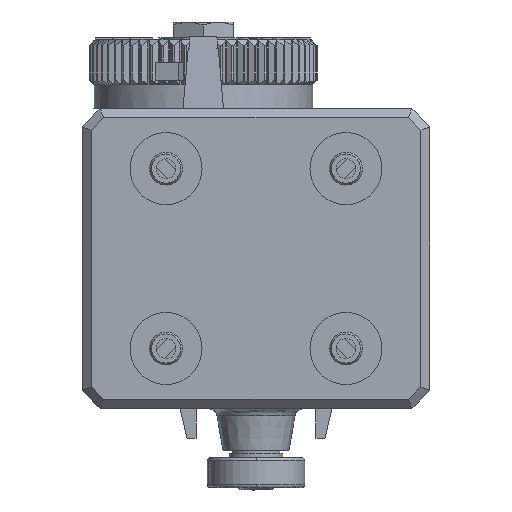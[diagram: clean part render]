
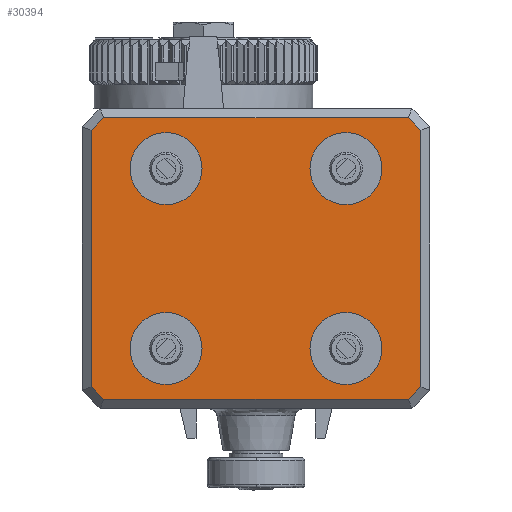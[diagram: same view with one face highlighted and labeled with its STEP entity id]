
A CAD part, front view. The second image highlights one B-rep face of the part: STEP entity #30394.
In plain terms, the highlighted planar face has unit normal (0, -1, 0).
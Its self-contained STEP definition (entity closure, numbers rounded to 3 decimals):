
#306 = VERTEX_POINT ( 'NONE', #81646 ) ;
#433 = FACE_BOUND ( 'NONE', #79411, .T. ) ;
#865 = EDGE_CURVE ( 'NONE', #97039, #40468, #42307, .T. ) ;
#2718 = CARTESIAN_POINT ( 'NONE',  ( -15., -46.7, 15. ) ) ;
#2855 = LINE ( 'NONE', #41256, #24571 ) ;
#4223 = AXIS2_PLACEMENT_3D ( 'NONE', #2718, #95276, #80094 ) ;
#4261 = AXIS2_PLACEMENT_3D ( 'NONE', #96025, #18095, #87921 ) ;
#4503 = CARTESIAN_POINT ( 'NONE',  ( -15., -46.7, 9. ) ) ;
#4583 = ORIENTED_EDGE ( 'NONE', *, *, #89204, .T. ) ;
#5005 = AXIS2_PLACEMENT_3D ( 'NONE', #20986, #97918, #21476 ) ;
#5262 = ORIENTED_EDGE ( 'NONE', *, *, #68999, .T. ) ;
#5458 = CARTESIAN_POINT ( 'NONE',  ( -15., -46.7, -9. ) ) ;
#5470 = AXIS2_PLACEMENT_3D ( 'NONE', #30626, #39684, #70545 ) ;
#5634 = CARTESIAN_POINT ( 'NONE',  ( -15., -46.7, -15. ) ) ;
#7516 = PLANE ( 'NONE',  #23404 ) ;
#7670 = CARTESIAN_POINT ( 'NONE',  ( 29., -46.7, 23.5 ) ) ;
#7991 = VECTOR ( 'NONE', #60889, 1000. ) ;
#8204 = EDGE_CURVE ( 'NONE', #21940, #56776, #26525, .T. ) ;
#9435 = CARTESIAN_POINT ( 'NONE',  ( 27.5, -46.7, 21.379 ) ) ;
#11328 = VERTEX_POINT ( 'NONE', #44251 ) ;
#11547 = DIRECTION ( 'NONE',  ( 0., 0., 1. ) ) ;
#11783 = EDGE_CURVE ( 'NONE', #40468, #85233, #93146, .T. ) ;
#13451 = EDGE_CURVE ( 'NONE', #85233, #306, #41776, .T. ) ;
#13617 = CARTESIAN_POINT ( 'NONE',  ( -15., -46.7, -15. ) ) ;
#14356 = VERTEX_POINT ( 'NONE', #4503 ) ;
#15008 = DIRECTION ( 'NONE',  ( 0., 0., 1. ) ) ;
#15888 = CARTESIAN_POINT ( 'NONE',  ( -27.5, -46.7, -21.379 ) ) ;
#16179 = EDGE_LOOP ( 'NONE', ( #96121, #68354 ) ) ;
#16740 = CARTESIAN_POINT ( 'NONE',  ( 25.379, -46.7, -23.5 ) ) ;
#18095 = DIRECTION ( 'NONE',  ( 0., 1., 0. ) ) ;
#18510 = ORIENTED_EDGE ( 'NONE', *, *, #8204, .T. ) ;
#20772 = AXIS2_PLACEMENT_3D ( 'NONE', #60937, #99414, #11547 ) ;
#20986 = CARTESIAN_POINT ( 'NONE',  ( 15., -46.7, 15. ) ) ;
#21301 = VERTEX_POINT ( 'NONE', #84556 ) ;
#21476 = DIRECTION ( 'NONE',  ( 0., 0., 1. ) ) ;
#21940 = VERTEX_POINT ( 'NONE', #5458 ) ;
#22325 = DIRECTION ( 'NONE',  ( 0., 0., 1. ) ) ;
#22686 = VERTEX_POINT ( 'NONE', #70700 ) ;
#23037 = EDGE_CURVE ( 'NONE', #56624, #11328, #40473, .T. ) ;
#23404 = AXIS2_PLACEMENT_3D ( 'NONE', #92488, #39809, #70178 ) ;
#24571 = VECTOR ( 'NONE', #33654, 1000. ) ;
#25267 = EDGE_CURVE ( 'NONE', #21301, #97039, #61433, .T. ) ;
#25447 = EDGE_LOOP ( 'NONE', ( #70907, #72436, #76064, #5262, #4583, #83195, #31981, #63484 ) ) ;
#25912 = CARTESIAN_POINT ( 'NONE',  ( -27.5, -46.7, -21.379 ) ) ;
#26525 = CIRCLE ( 'NONE', #96019, 6. ) ;
#27633 = CARTESIAN_POINT ( 'NONE',  ( 15., -46.7, -9. ) ) ;
#28868 = DIRECTION ( 'NONE',  ( 0., 0., 1. ) ) ;
#29169 = ORIENTED_EDGE ( 'NONE', *, *, #48862, .T. ) ;
#29532 = LINE ( 'NONE', #60406, #7991 ) ;
#30394 = ADVANCED_FACE ( 'NONE', ( #83413, #433, #62096, #85868, #37845 ), #7516, .T. ) ;
#30626 = CARTESIAN_POINT ( 'NONE',  ( 15., -46.7, 15. ) ) ;
#31981 = ORIENTED_EDGE ( 'NONE', *, *, #25267, .T. ) ;
#33654 = DIRECTION ( 'NONE',  ( 0., 0., -1. ) ) ;
#37667 = AXIS2_PLACEMENT_3D ( 'NONE', #13617, #92008, #44942 ) ;
#37845 = FACE_OUTER_BOUND ( 'NONE', #25447, .T. ) ;
#38790 = EDGE_CURVE ( 'NONE', #43504, #21301, #79074, .T. ) ;
#39684 = DIRECTION ( 'NONE',  ( 0., 1., 0. ) ) ;
#39809 = DIRECTION ( 'NONE',  ( 0., -1., 0. ) ) ;
#40468 = VERTEX_POINT ( 'NONE', #67137 ) ;
#40473 = CIRCLE ( 'NONE', #5005, 6. ) ;
#40767 = DIRECTION ( 'NONE',  ( -0.707, 0., 0.707 ) ) ;
#41256 = CARTESIAN_POINT ( 'NONE',  ( -27.5, -46.7, -25. ) ) ;
#41776 = LINE ( 'NONE', #9435, #65591 ) ;
#41912 = EDGE_CURVE ( 'NONE', #53106, #60982, #78901, .T. ) ;
#42307 = LINE ( 'NONE', #73182, #59250 ) ;
#42942 = VECTOR ( 'NONE', #48152, 1000. ) ;
#43311 = DIRECTION ( 'NONE',  ( 0.707, 0., 0.707 ) ) ;
#43504 = VERTEX_POINT ( 'NONE', #15888 ) ;
#43894 = VECTOR ( 'NONE', #70988, 1000. ) ;
#44251 = CARTESIAN_POINT ( 'NONE',  ( 15., -46.7, 9. ) ) ;
#44942 = DIRECTION ( 'NONE',  ( 0., 0., 1. ) ) ;
#45356 = CARTESIAN_POINT ( 'NONE',  ( 15., -46.7, -15. ) ) ;
#48133 = CARTESIAN_POINT ( 'NONE',  ( 15., -46.7, -21. ) ) ;
#48152 = DIRECTION ( 'NONE',  ( 0.707, 0., -0.707 ) ) ;
#48862 = EDGE_CURVE ( 'NONE', #56776, #21940, #73222, .T. ) ;
#53106 = VERTEX_POINT ( 'NONE', #27633 ) ;
#53252 = CARTESIAN_POINT ( 'NONE',  ( 15., -46.7, 21. ) ) ;
#53786 = VECTOR ( 'NONE', #84569, 1000. ) ;
#56624 = VERTEX_POINT ( 'NONE', #53252 ) ;
#56776 = VERTEX_POINT ( 'NONE', #58771 ) ;
#58465 = EDGE_CURVE ( 'NONE', #14356, #86343, #63949, .T. ) ;
#58771 = CARTESIAN_POINT ( 'NONE',  ( -15., -46.7, -21. ) ) ;
#59250 = VECTOR ( 'NONE', #43311, 1000. ) ;
#60394 = CIRCLE ( 'NONE', #5470, 6. ) ;
#60406 = CARTESIAN_POINT ( 'NONE',  ( -25.379, -46.7, 23.5 ) ) ;
#60889 = DIRECTION ( 'NONE',  ( -0.707, 0., -0.707 ) ) ;
#60937 = CARTESIAN_POINT ( 'NONE',  ( 15., -46.7, -15. ) ) ;
#60982 = VERTEX_POINT ( 'NONE', #48133 ) ;
#61433 = LINE ( 'NONE', #76619, #43894 ) ;
#62096 = FACE_BOUND ( 'NONE', #16179, .T. ) ;
#63484 = ORIENTED_EDGE ( 'NONE', *, *, #865, .T. ) ;
#63949 = CIRCLE ( 'NONE', #4223, 6. ) ;
#65591 = VECTOR ( 'NONE', #40767, 1000. ) ;
#67137 = CARTESIAN_POINT ( 'NONE',  ( 27.5, -46.7, -21.379 ) ) ;
#68354 = ORIENTED_EDGE ( 'NONE', *, *, #58465, .T. ) ;
#68866 = LINE ( 'NONE', #7670, #53786 ) ;
#68999 = EDGE_CURVE ( 'NONE', #79892, #22686, #29532, .T. ) ;
#69832 = ORIENTED_EDGE ( 'NONE', *, *, #79234, .T. ) ;
#70178 = DIRECTION ( 'NONE',  ( 0., 0., -1. ) ) ;
#70545 = DIRECTION ( 'NONE',  ( 0., 0., 1. ) ) ;
#70700 = CARTESIAN_POINT ( 'NONE',  ( -27.5, -46.7, 21.379 ) ) ;
#70836 = CARTESIAN_POINT ( 'NONE',  ( 27.5, -46.7, -25. ) ) ;
#70907 = ORIENTED_EDGE ( 'NONE', *, *, #11783, .T. ) ;
#70988 = DIRECTION ( 'NONE',  ( 1., 0., 0. ) ) ;
#71103 = EDGE_CURVE ( 'NONE', #60982, #53106, #72606, .T. ) ;
#72436 = ORIENTED_EDGE ( 'NONE', *, *, #13451, .T. ) ;
#72606 = CIRCLE ( 'NONE', #85520, 6. ) ;
#73182 = CARTESIAN_POINT ( 'NONE',  ( 25.379, -46.7, -23.5 ) ) ;
#73222 = CIRCLE ( 'NONE', #37667, 6. ) ;
#75136 = EDGE_CURVE ( 'NONE', #86343, #14356, #84965, .T. ) ;
#76064 = ORIENTED_EDGE ( 'NONE', *, *, #80565, .T. ) ;
#76619 = CARTESIAN_POINT ( 'NONE',  ( 29., -46.7, -23.5 ) ) ;
#78532 = CARTESIAN_POINT ( 'NONE',  ( -15., -46.7, 21. ) ) ;
#78901 = CIRCLE ( 'NONE', #20772, 6. ) ;
#79074 = LINE ( 'NONE', #25912, #42942 ) ;
#79234 = EDGE_CURVE ( 'NONE', #11328, #56624, #60394, .T. ) ;
#79411 = EDGE_LOOP ( 'NONE', ( #79748, #69832 ) ) ;
#79748 = ORIENTED_EDGE ( 'NONE', *, *, #23037, .T. ) ;
#79892 = VERTEX_POINT ( 'NONE', #85879 ) ;
#80094 = DIRECTION ( 'NONE',  ( 0., 0., 1. ) ) ;
#80565 = EDGE_CURVE ( 'NONE', #306, #79892, #68866, .T. ) ;
#81646 = CARTESIAN_POINT ( 'NONE',  ( 25.379, -46.7, 23.5 ) ) ;
#83195 = ORIENTED_EDGE ( 'NONE', *, *, #38790, .T. ) ;
#83413 = FACE_BOUND ( 'NONE', #95506, .T. ) ;
#84556 = CARTESIAN_POINT ( 'NONE',  ( -25.379, -46.7, -23.5 ) ) ;
#84569 = DIRECTION ( 'NONE',  ( -1., 0., 0. ) ) ;
#84965 = CIRCLE ( 'NONE', #4261, 6. ) ;
#85233 = VERTEX_POINT ( 'NONE', #94061 ) ;
#85520 = AXIS2_PLACEMENT_3D ( 'NONE', #45356, #91935, #15008 ) ;
#85868 = FACE_BOUND ( 'NONE', #94604, .T. ) ;
#85879 = CARTESIAN_POINT ( 'NONE',  ( -25.379, -46.7, 23.5 ) ) ;
#86343 = VERTEX_POINT ( 'NONE', #78532 ) ;
#86652 = ORIENTED_EDGE ( 'NONE', *, *, #71103, .T. ) ;
#87921 = DIRECTION ( 'NONE',  ( 0., 0., 1. ) ) ;
#88143 = VECTOR ( 'NONE', #22325, 1000. ) ;
#89204 = EDGE_CURVE ( 'NONE', #22686, #43504, #2855, .T. ) ;
#89913 = ORIENTED_EDGE ( 'NONE', *, *, #41912, .T. ) ;
#91935 = DIRECTION ( 'NONE',  ( 0., 1., 0. ) ) ;
#92008 = DIRECTION ( 'NONE',  ( 0., 1., 0. ) ) ;
#92488 = CARTESIAN_POINT ( 'NONE',  ( 29., -46.7, -25. ) ) ;
#93146 = LINE ( 'NONE', #70836, #88143 ) ;
#94061 = CARTESIAN_POINT ( 'NONE',  ( 27.5, -46.7, 21.379 ) ) ;
#94604 = EDGE_LOOP ( 'NONE', ( #89913, #86652 ) ) ;
#95276 = DIRECTION ( 'NONE',  ( 0., 1., 0. ) ) ;
#95506 = EDGE_LOOP ( 'NONE', ( #18510, #29169 ) ) ;
#96019 = AXIS2_PLACEMENT_3D ( 'NONE', #5634, #98210, #28868 ) ;
#96025 = CARTESIAN_POINT ( 'NONE',  ( -15., -46.7, 15. ) ) ;
#96121 = ORIENTED_EDGE ( 'NONE', *, *, #75136, .T. ) ;
#97039 = VERTEX_POINT ( 'NONE', #16740 ) ;
#97918 = DIRECTION ( 'NONE',  ( 0., 1., 0. ) ) ;
#98210 = DIRECTION ( 'NONE',  ( 0., 1., 0. ) ) ;
#99414 = DIRECTION ( 'NONE',  ( 0., 1., 0. ) ) ;
